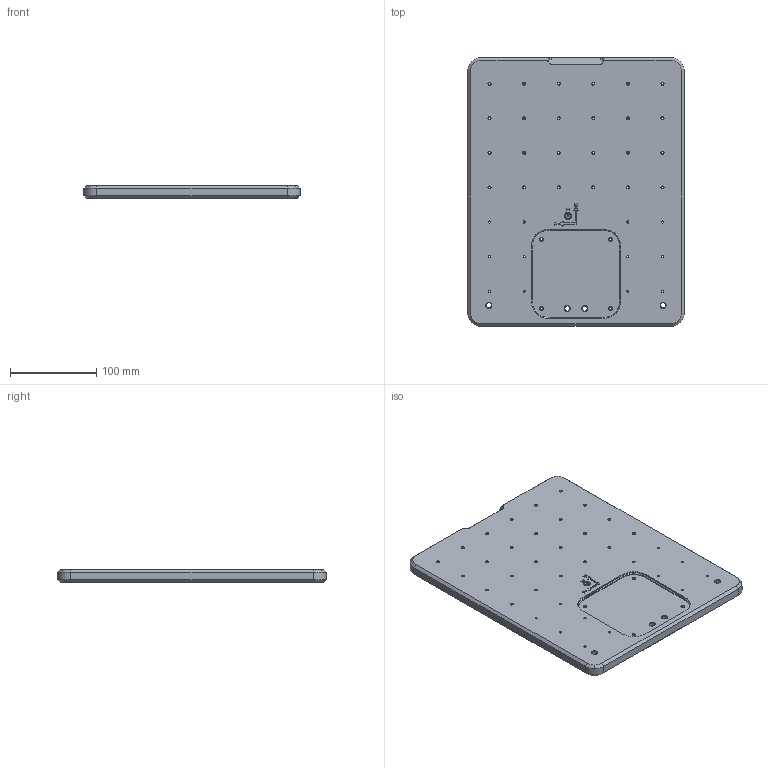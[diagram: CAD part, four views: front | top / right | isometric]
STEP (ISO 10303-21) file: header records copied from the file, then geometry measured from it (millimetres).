
FILE_DESCRIPTION (( 'STEP AP203' ), '1' );
FILE_NAME ('base_Dummy v164 v1.STEP', '2023-12-03T07:58:53', ( '' ), ( '' ), 'SwSTEP 2.0', 'SolidWorks 2022', '' );
FILE_SCHEMA (( 'CONFIG_CONTROL_DESIGN' ));
Length unit declared in the file: millimetre
Products named in the file (1): base_Dummy v164 v1
Bounding box: 250 x 310.52 x 15 mm (x, y, z)
Volume: 1089515.7 mm3; surface area: 178424.2 mm2
Topology: 1 solids, 1 shells, 736 faces, 1932 edges, 1219 vertices
Faces by surface type: cone 270, plane 265, cylinder 185, bspline 16
Entity records: 23621 total; most frequent: CARTESIAN_POINT 4652, DIRECTION 4168, ORIENTED_EDGE 3864, EDGE_CURVE 1932, AXIS2_PLACEMENT_3D 1549, VERTEX_POINT 1219, VECTOR 1070, LINE 1070
